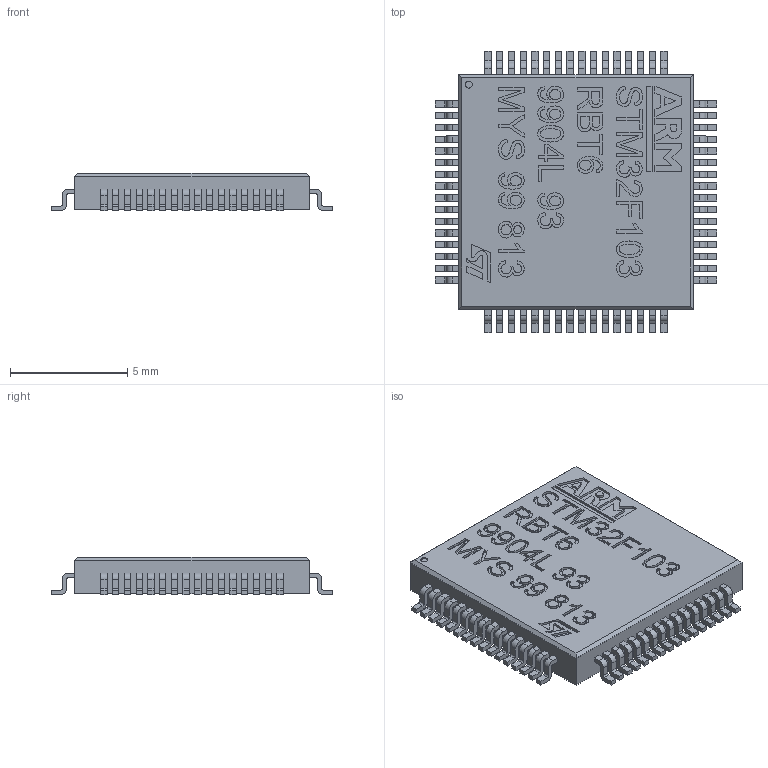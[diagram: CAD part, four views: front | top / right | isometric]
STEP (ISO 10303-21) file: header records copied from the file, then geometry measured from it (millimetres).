
FILE_DESCRIPTION(/* description */ (''),/* implementation_level */ '2;1');
FILE_NAME(/* name */ 'STM32 LQFP64.step',/* time_stamp */ '2019-06-02T22:10:51+02:00',/* author */ (''),/* organization */ (''),/* preprocessor_version */ 'ST-DEVELOPER v18',/* originating_system */ 'Autodesk Translation Framework v8.2.0.1029',/* authorisation */ '');
FILE_SCHEMA (('AUTOMOTIVE_DESIGN { 1 0 10303 214 3 1 1 }'));
Products named in the file (1): STM32 LQFP64
Bounding box: 12 x 12 x 1.6 mm (x, y, z)
Volume: 158.8 mm3; surface area: 372.3 mm2
Topology: 1 solids, 1 shells, 1611 faces, 4476 edges, 2983 vertices
Faces by surface type: plane 826, bspline 528, cylinder 257
Full cylindrical faces by diameter (mm): 0.3 x1
Entity records: 56871 total; most frequent: CARTESIAN_POINT 17879, ORIENTED_EDGE 8952, DIRECTION 6103, EDGE_CURVE 4476, VERTEX_POINT 2983, LINE 2905, VECTOR 2905, EDGE_LOOP 1727
